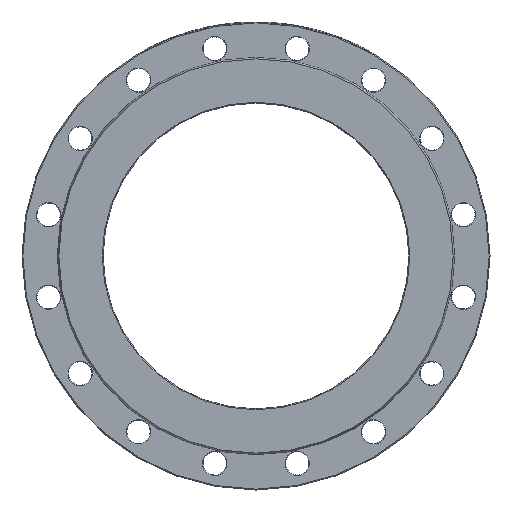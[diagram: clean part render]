
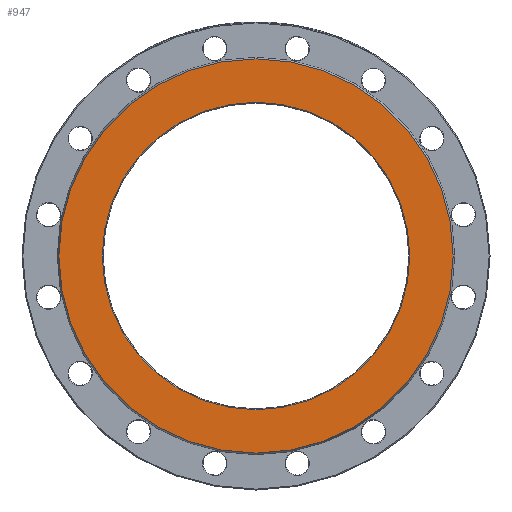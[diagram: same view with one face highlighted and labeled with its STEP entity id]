
A CAD part, left-side view. The second image highlights one B-rep face of the part: STEP entity #947.
In plain terms, the highlighted planar face has unit normal (-1, 0, 0).
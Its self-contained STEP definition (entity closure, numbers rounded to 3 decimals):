
#176 = AXIS2_PLACEMENT_3D ( 'NONE', #10068, #8420, #11022 ) ;
#481 = AXIS2_PLACEMENT_3D ( 'NONE', #3290, #7999, #4483 ) ;
#782 = PLANE ( 'NONE',  #3386 ) ;
#947 = ADVANCED_FACE ( 'NONE', ( #9176, #9881 ), #782, .F. ) ;
#1186 = ORIENTED_EDGE ( 'NONE', *, *, #6033, .T. ) ;
#1750 = CARTESIAN_POINT ( 'NONE',  ( 0., 169.8, 0. ) ) ;
#3290 = CARTESIAN_POINT ( 'NONE',  ( 0., 0., 0. ) ) ;
#3386 = AXIS2_PLACEMENT_3D ( 'NONE', #1750, #5377, #3577 ) ;
#3577 = DIRECTION ( 'NONE',  ( 0., 0., -1. ) ) ;
#3841 = VERTEX_POINT ( 'NONE', #5684 ) ;
#4483 = DIRECTION ( 'NONE',  ( 0., 0., 1. ) ) ;
#4851 = EDGE_LOOP ( 'NONE', ( #1186 ) ) ;
#5377 = DIRECTION ( 'NONE',  ( 1., 0., 0. ) ) ;
#5684 = CARTESIAN_POINT ( 'NONE',  ( 0., 0., 219. ) ) ;
#5813 = CIRCLE ( 'NONE', #481, 219. ) ;
#6033 = EDGE_CURVE ( 'NONE', #3841, #3841, #5813, .T. ) ;
#6742 = CARTESIAN_POINT ( 'NONE',  ( 0., 0., -170.8 ) ) ;
#7830 = ORIENTED_EDGE ( 'NONE', *, *, #10773, .T. ) ;
#7995 = CIRCLE ( 'NONE', #176, 170.8 ) ;
#7999 = DIRECTION ( 'NONE',  ( -1., 0., 0. ) ) ;
#8420 = DIRECTION ( 'NONE',  ( 1., 0., 0. ) ) ;
#9176 = FACE_BOUND ( 'NONE', #10490, .T. ) ;
#9881 = FACE_OUTER_BOUND ( 'NONE', #4851, .T. ) ;
#10068 = CARTESIAN_POINT ( 'NONE',  ( 0., 0., 0. ) ) ;
#10490 = EDGE_LOOP ( 'NONE', ( #7830 ) ) ;
#10773 = EDGE_CURVE ( 'NONE', #11390, #11390, #7995, .T. ) ;
#11022 = DIRECTION ( 'NONE',  ( 0., 0., -1. ) ) ;
#11390 = VERTEX_POINT ( 'NONE', #6742 ) ;
